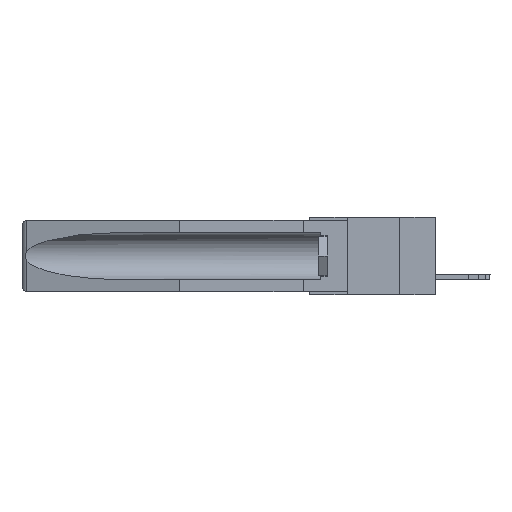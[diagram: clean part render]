
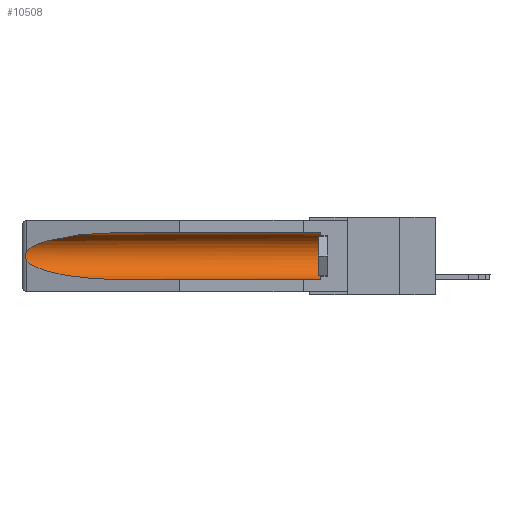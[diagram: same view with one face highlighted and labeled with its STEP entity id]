
A CAD part, left-side view. The second image highlights one B-rep face of the part: STEP entity #10508.
In plain terms, the highlighted cylindrical face has radius 2.857 mm (diameter 5.715 mm), a partial arc.
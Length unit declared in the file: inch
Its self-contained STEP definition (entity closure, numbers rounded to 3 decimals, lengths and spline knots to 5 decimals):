
#84 = DIRECTION ( 'NONE',  ( 0., 1., 0. ) ) ;
#218 = VERTEX_POINT ( 'NONE', #8666 ) ;
#521 = ORIENTED_EDGE ( 'NONE', *, *, #7280, .T. ) ;
#574 = ORIENTED_EDGE ( 'NONE', *, *, #9367, .T. ) ;
#1339 = CARTESIAN_POINT ( 'NONE',  ( 0.155, 0.126, -0.1715 ) ) ;
#1464 = VERTEX_POINT ( 'NONE', #13832 ) ;
#1740 = CARTESIAN_POINT ( 'NONE',  ( 0.26537, 1.52718, -0.19328 ) ) ;
#1826 = DIRECTION ( 'NONE',  ( 0., 1., 0. ) ) ;
#2210 = CARTESIAN_POINT ( 'NONE',  ( 0.26597, 1.5296, -0.19026 ) ) ;
#2272 = CARTESIAN_POINT ( 'NONE',  ( 0.26654, 1.53092, -0.15636 ) ) ;
#2625 = CARTESIAN_POINT ( 'NONE',  ( 0.155, 0.126, -0.284 ) ) ;
#3234 = CARTESIAN_POINT ( 'NONE',  ( 0.155, 1.07973, -0.284 ) ) ;
#3719 = CARTESIAN_POINT ( 'NONE',  ( 0.2675, 1.53308, -0.16763 ) ) ;
#4167 = CARTESIAN_POINT ( 'NONE',  ( 0.155, -0.30754, -0.1715 ) ) ;
#4250 = DIRECTION ( 'NONE',  ( 0., 0., 1. ) ) ;
#4658 = CARTESIAN_POINT ( 'NONE',  ( 0.25451, 1.48313, -0.09465 ) ) ;
#4828 = CARTESIAN_POINT ( 'NONE',  ( 0.25451, 1.48313, -0.24835 ) ) ;
#5810 = LINE ( 'NONE', #13512, #8025 ) ;
#5894 = DIRECTION ( 'NONE',  ( 0., 0., 1. ) ) ;
#6044 =( BOUNDED_CURVE ( )  B_SPLINE_CURVE ( 3, ( #6064, #13203, #4658, #10329 ),
 .UNSPECIFIED., .F., .T. ) 
 B_SPLINE_CURVE_WITH_KNOTS ( ( 4, 4 ),
 ( 4.71239, 6.08839 ),
 .UNSPECIFIED. ) 
 CURVE ( )  GEOMETRIC_REPRESENTATION_ITEM ( )  RATIONAL_B_SPLINE_CURVE ( ( 1., 0.848, 0.848, 1. ) ) 
 REPRESENTATION_ITEM ( '' )  );
#6064 = CARTESIAN_POINT ( 'NONE',  ( 0.155, 1.07973, -0.059 ) ) ;
#6498 = CARTESIAN_POINT ( 'NONE',  ( 0.26537, 1.52718, -0.19328 ) ) ;
#6627 = CARTESIAN_POINT ( 'NONE',  ( 0.26537, 1.52718, -0.14972 ) ) ;
#6787 = CIRCLE ( 'NONE', #10125, 0.1125 ) ;
#7164 =( BOUNDED_CURVE ( )  B_SPLINE_CURVE ( 3, ( #1740, #4828, #7476, #13189 ),
 .UNSPECIFIED., .F., .F. ) 
 B_SPLINE_CURVE_WITH_KNOTS ( ( 4, 4 ),
 ( 0.1948, 1.5708 ),
 .UNSPECIFIED. ) 
 CURVE ( )  GEOMETRIC_REPRESENTATION_ITEM ( )  RATIONAL_B_SPLINE_CURVE ( ( 1., 0.848, 0.848, 1. ) ) 
 REPRESENTATION_ITEM ( '' )  );
#7280 = EDGE_CURVE ( 'NONE', #9611, #218, #6787, .T. ) ;
#7432 = CARTESIAN_POINT ( 'NONE',  ( 0.26537, 1.52718, -0.14972 ) ) ;
#7476 = CARTESIAN_POINT ( 'NONE',  ( 0.21114, 1.30732, -0.284 ) ) ;
#7505 = EDGE_CURVE ( 'NONE', #9611, #8051, #11180, .T. ) ;
#7720 = VERTEX_POINT ( 'NONE', #7432 ) ;
#7871 = ORIENTED_EDGE ( 'NONE', *, *, #9773, .T. ) ;
#7891 = VECTOR ( 'NONE', #1826, 39.37008 ) ;
#7897 = AXIS2_PLACEMENT_3D ( 'NONE', #4167, #84, #5894 ) ;
#8025 = VECTOR ( 'NONE', #9396, 39.37008 ) ;
#8041 = CARTESIAN_POINT ( 'NONE',  ( 0.2675, 1.53308, -0.17534 ) ) ;
#8051 = VERTEX_POINT ( 'NONE', #3234 ) ;
#8666 = CARTESIAN_POINT ( 'NONE',  ( 0.155, 0.126, -0.059 ) ) ;
#9367 = EDGE_CURVE ( 'NONE', #1464, #8051, #7164, .T. ) ;
#9396 = DIRECTION ( 'NONE',  ( 0., 1., 0. ) ) ;
#9466 = CARTESIAN_POINT ( 'NONE',  ( 0.2673, 1.53269, -0.17917 ) ) ;
#9611 = VERTEX_POINT ( 'NONE', #2625 ) ;
#9773 = EDGE_CURVE ( 'NONE', #7720, #1464, #15379, .T. ) ;
#10125 = AXIS2_PLACEMENT_3D ( 'NONE', #1339, #11272, #4250 ) ;
#10329 = CARTESIAN_POINT ( 'NONE',  ( 0.26537, 1.52718, -0.14972 ) ) ;
#10508 = ADVANCED_FACE ( 'NONE', ( #16930 ), #11995, .F. ) ;
#10843 = EDGE_CURVE ( 'NONE', #218, #11039, #5810, .T. ) ;
#11039 = VERTEX_POINT ( 'NONE', #15493 ) ;
#11180 = LINE ( 'NONE', #16005, #7891 ) ;
#11272 = DIRECTION ( 'NONE',  ( 0., -1., 0. ) ) ;
#11580 = ORIENTED_EDGE ( 'NONE', *, *, #14534, .T. ) ;
#11995 = CYLINDRICAL_SURFACE ( 'NONE', #7897, 0.1125 ) ;
#13189 = CARTESIAN_POINT ( 'NONE',  ( 0.155, 1.07973, -0.284 ) ) ;
#13203 = CARTESIAN_POINT ( 'NONE',  ( 0.21114, 1.30732, -0.059 ) ) ;
#13512 = CARTESIAN_POINT ( 'NONE',  ( 0.155, -0.30754, -0.059 ) ) ;
#13832 = CARTESIAN_POINT ( 'NONE',  ( 0.26537, 1.52718, -0.19328 ) ) ;
#13948 = ORIENTED_EDGE ( 'NONE', *, *, #10843, .T. ) ;
#14534 = EDGE_CURVE ( 'NONE', #11039, #7720, #6044, .T. ) ;
#15012 = CARTESIAN_POINT ( 'NONE',  ( 0.2673, 1.5327, -0.16383 ) ) ;
#15379 = B_SPLINE_CURVE_WITH_KNOTS ( 'NONE', 3,
 ( #6627, #16545, #2272, #15012, #3719, #8041, #9466, #17901, #2210, #6498 ),
 .UNSPECIFIED., .F., .F.,
 ( 4, 2, 2, 2, 4 ),
 ( 0., 0.00029, 0.00058, 0.00087, 0.00117 ),
 .UNSPECIFIED. ) ;
#15493 = CARTESIAN_POINT ( 'NONE',  ( 0.155, 1.07973, -0.059 ) ) ;
#16005 = CARTESIAN_POINT ( 'NONE',  ( 0.155, -0.30754, -0.284 ) ) ;
#16545 = CARTESIAN_POINT ( 'NONE',  ( 0.26597, 1.52961, -0.15275 ) ) ;
#16930 = FACE_OUTER_BOUND ( 'NONE', #18267, .T. ) ;
#17264 = ORIENTED_EDGE ( 'NONE', *, *, #7505, .F. ) ;
#17901 = CARTESIAN_POINT ( 'NONE',  ( 0.26655, 1.53094, -0.18657 ) ) ;
#18267 = EDGE_LOOP ( 'NONE', ( #11580, #7871, #574, #17264, #521, #13948 ) ) ;
